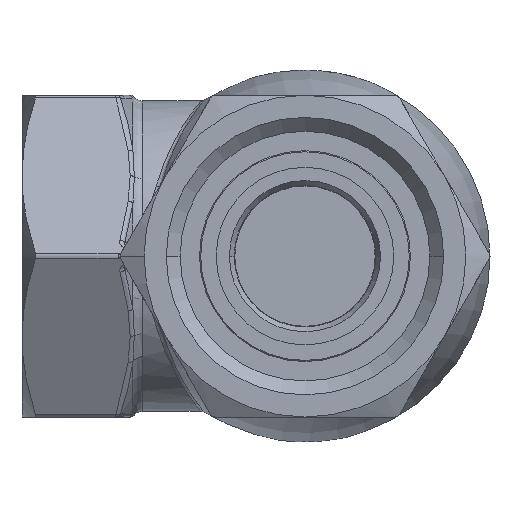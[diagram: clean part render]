
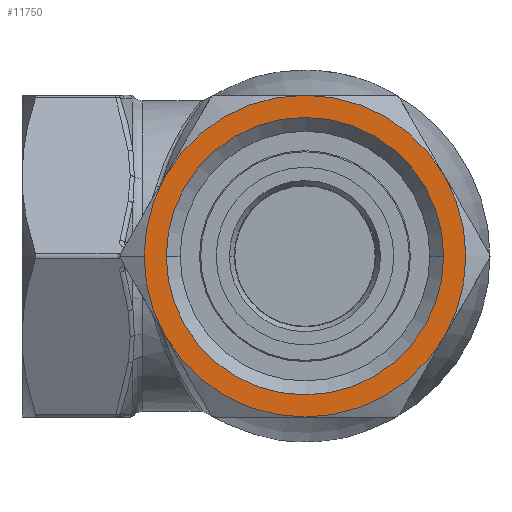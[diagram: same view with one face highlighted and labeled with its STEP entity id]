
A CAD part, front view. The second image highlights one B-rep face of the part: STEP entity #11750.
In plain terms, the highlighted planar face has unit normal (0, -1, 0).
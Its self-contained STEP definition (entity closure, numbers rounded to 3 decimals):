
#1735 = CIRCLE ( 'NONE', #1807, 29. ) ;
#1736 = CARTESIAN_POINT ( 'NONE',  ( -25.115, 0., 14.5 ) ) ;
#1751 = CARTESIAN_POINT ( 'NONE',  ( 0., 0., 0. ) ) ;
#1752 = PLANE ( 'NONE',  #1760 ) ;
#1753 = FACE_BOUND ( 'NONE', #11744, .T. ) ;
#1760 = AXIS2_PLACEMENT_3D ( 'NONE', #1770, #1768, #1809 ) ;
#1761 = FACE_OUTER_BOUND ( 'NONE', #11831, .T. ) ;
#1768 = DIRECTION ( 'NONE',  ( 0., 1., 0. ) ) ;
#1770 = CARTESIAN_POINT ( 'NONE',  ( 0., 0., 22.425 ) ) ;
#1790 = DIRECTION ( 'NONE',  ( -1., 0., 0. ) ) ;
#1791 = DIRECTION ( 'NONE',  ( 0., 1., 0. ) ) ;
#1807 = AXIS2_PLACEMENT_3D ( 'NONE', #1751, #1791, #1790 ) ;
#1809 = DIRECTION ( 'NONE',  ( -1., 0., 0. ) ) ;
#1836 = AXIS2_PLACEMENT_3D ( 'NONE', #1859, #1884, #1883 ) ;
#1859 = CARTESIAN_POINT ( 'NONE',  ( 0., 0., 0. ) ) ;
#1860 = CIRCLE ( 'NONE', #1836, 25. ) ;
#1883 = DIRECTION ( 'NONE',  ( -1., 0., 0. ) ) ;
#1884 = DIRECTION ( 'NONE',  ( 0., 1., 0. ) ) ;
#1947 = CIRCLE ( 'NONE', #1962, 29. ) ;
#1962 = AXIS2_PLACEMENT_3D ( 'NONE', #1990, #1992, #1984 ) ;
#1976 = CARTESIAN_POINT ( 'NONE',  ( 0., 0., 29. ) ) ;
#1984 = DIRECTION ( 'NONE',  ( -1., 0., 0. ) ) ;
#1986 = CARTESIAN_POINT ( 'NONE',  ( 25.115, 0., 14.5 ) ) ;
#1987 = CARTESIAN_POINT ( 'NONE',  ( 25.115, 0., -14.5 ) ) ;
#1990 = CARTESIAN_POINT ( 'NONE',  ( 0., 0., 0. ) ) ;
#1992 = DIRECTION ( 'NONE',  ( 0., 1., 0. ) ) ;
#2027 = DIRECTION ( 'NONE',  ( -1., 0., 0. ) ) ;
#2028 = DIRECTION ( 'NONE',  ( 0., 1., 0. ) ) ;
#2029 = CARTESIAN_POINT ( 'NONE',  ( 0., 0., 0. ) ) ;
#2031 = AXIS2_PLACEMENT_3D ( 'NONE', #2029, #2028, #2027 ) ;
#2032 = CIRCLE ( 'NONE', #2031, 29. ) ;
#2037 = CARTESIAN_POINT ( 'NONE',  ( 0., 0., -29. ) ) ;
#2078 = AXIS2_PLACEMENT_3D ( 'NONE', #2097, #2084, #2082 ) ;
#2082 = DIRECTION ( 'NONE',  ( -1., 0., 0. ) ) ;
#2084 = DIRECTION ( 'NONE',  ( 0., 1., 0. ) ) ;
#2097 = CARTESIAN_POINT ( 'NONE',  ( 0., 0., 0. ) ) ;
#2105 = CIRCLE ( 'NONE', #2078, 29. ) ;
#2217 = AXIS2_PLACEMENT_3D ( 'NONE', #2228, #2279, #2278 ) ;
#2220 = CIRCLE ( 'NONE', #2217, 29. ) ;
#2228 = CARTESIAN_POINT ( 'NONE',  ( 0., 0., 0. ) ) ;
#2278 = DIRECTION ( 'NONE',  ( -1., 0., 0. ) ) ;
#2279 = DIRECTION ( 'NONE',  ( 0., 1., 0. ) ) ;
#2329 = DIRECTION ( 'NONE',  ( -1., 0., 0. ) ) ;
#2330 = DIRECTION ( 'NONE',  ( 0., 1., 0. ) ) ;
#2331 = CARTESIAN_POINT ( 'NONE',  ( 0., 0., 0. ) ) ;
#2332 = AXIS2_PLACEMENT_3D ( 'NONE', #2331, #2330, #2329 ) ;
#2338 = CIRCLE ( 'NONE', #2332, 29. ) ;
#4896 = DIRECTION ( 'NONE',  ( -1., 0., 0. ) ) ;
#4897 = DIRECTION ( 'NONE',  ( 0., 1., 0. ) ) ;
#4898 = AXIS2_PLACEMENT_3D ( 'NONE', #4906, #4897, #4896 ) ;
#4899 = CIRCLE ( 'NONE', #4898, 25. ) ;
#4906 = CARTESIAN_POINT ( 'NONE',  ( 0., 0., 0. ) ) ;
#5263 = CARTESIAN_POINT ( 'NONE',  ( 25., 0., 0. ) ) ;
#5378 = CARTESIAN_POINT ( 'NONE',  ( -25., 0., 0. ) ) ;
#11090 = CARTESIAN_POINT ( 'NONE',  ( -25.115, 0., -14.5 ) ) ;
#11744 = EDGE_LOOP ( 'NONE', ( #11765, #11748 ) ) ;
#11748 = ORIENTED_EDGE ( 'NONE', *, *, #11801, .T. ) ;
#11750 = ADVANCED_FACE ( 'NONE', ( #1753, #1761 ), #1752, .F. ) ;
#11752 = ORIENTED_EDGE ( 'NONE', *, *, #11963, .F. ) ;
#11753 = EDGE_CURVE ( 'NONE', #11754, #11860, #1735, .T. ) ;
#11754 = VERTEX_POINT ( 'NONE', #1736 ) ;
#11765 = ORIENTED_EDGE ( 'NONE', *, *, #13051, .T. ) ;
#11801 = EDGE_CURVE ( 'NONE', #13237, #13184, #1860, .T. ) ;
#11831 = EDGE_LOOP ( 'NONE', ( #11907, #11859, #11875, #11878, #11858, #11752, #11864 ) ) ;
#11847 = EDGE_CURVE ( 'NONE', #19808, #11754, #1947, .T. ) ;
#11857 = VERTEX_POINT ( 'NONE', #1986 ) ;
#11858 = ORIENTED_EDGE ( 'NONE', *, *, #11862, .F. ) ;
#11859 = ORIENTED_EDGE ( 'NONE', *, *, #11847, .F. ) ;
#11860 = VERTEX_POINT ( 'NONE', #1976 ) ;
#11862 = EDGE_CURVE ( 'NONE', #11872, #11865, #2032, .T. ) ;
#11864 = ORIENTED_EDGE ( 'NONE', *, *, #11956, .F. ) ;
#11865 = VERTEX_POINT ( 'NONE', #2037 ) ;
#11872 = VERTEX_POINT ( 'NONE', #1987 ) ;
#11875 = ORIENTED_EDGE ( 'NONE', *, *, #19757, .F. ) ;
#11878 = ORIENTED_EDGE ( 'NONE', *, *, #11893, .F. ) ;
#11893 = EDGE_CURVE ( 'NONE', #11865, #19645, #2105, .T. ) ;
#11907 = ORIENTED_EDGE ( 'NONE', *, *, #11753, .F. ) ;
#11956 = EDGE_CURVE ( 'NONE', #11860, #11857, #2220, .T. ) ;
#11963 = EDGE_CURVE ( 'NONE', #11857, #11872, #2338, .T. ) ;
#13051 = EDGE_CURVE ( 'NONE', #13184, #13237, #4899, .T. ) ;
#13184 = VERTEX_POINT ( 'NONE', #5263 ) ;
#13237 = VERTEX_POINT ( 'NONE', #5378 ) ;
#15175 = CIRCLE ( 'NONE', #15193, 29. ) ;
#15190 = DIRECTION ( 'NONE',  ( -1., 0., 0. ) ) ;
#15191 = DIRECTION ( 'NONE',  ( 0., 1., 0. ) ) ;
#15192 = CARTESIAN_POINT ( 'NONE',  ( 0., 0., 0. ) ) ;
#15193 = AXIS2_PLACEMENT_3D ( 'NONE', #15192, #15191, #15190 ) ;
#15351 = CARTESIAN_POINT ( 'NONE',  ( -29., 0., 0. ) ) ;
#19645 = VERTEX_POINT ( 'NONE', #11090 ) ;
#19757 = EDGE_CURVE ( 'NONE', #19645, #19808, #15175, .T. ) ;
#19808 = VERTEX_POINT ( 'NONE', #15351 ) ;
